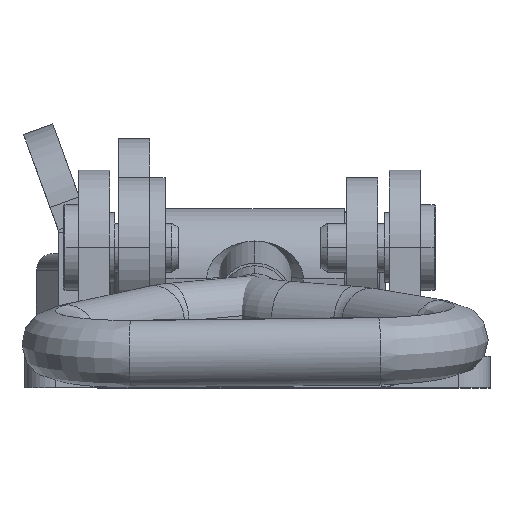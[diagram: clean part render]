
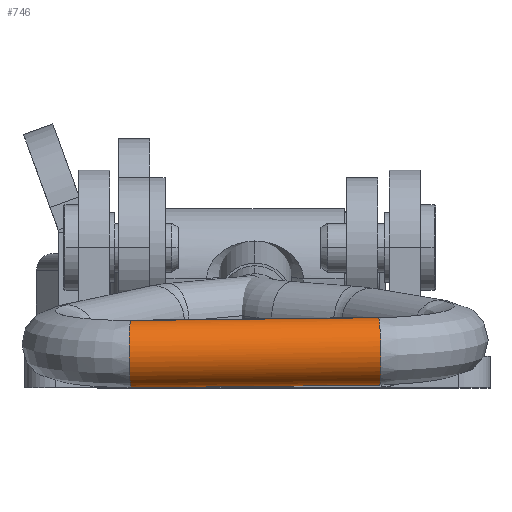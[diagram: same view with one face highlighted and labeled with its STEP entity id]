
A CAD part, top view. The second image highlights one B-rep face of the part: STEP entity #746.
In plain terms, the highlighted free-form (B-spline) face has degree [3, 1] with [7, 2] control points.
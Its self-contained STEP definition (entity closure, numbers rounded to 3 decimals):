
#539 = EDGE_CURVE ( 'NONE', #7747, #3808, #7302, .T. ) ;
#746 = ADVANCED_FACE ( 'NONE', ( #9018 ), #8719, .F. ) ;
#914 = CARTESIAN_POINT ( 'NONE',  ( -8., 50.82, -2.18 ) ) ;
#1030 = ORIENTED_EDGE ( 'NONE', *, *, #539, .F. ) ;
#1063 = CARTESIAN_POINT ( 'NONE',  ( 8.233, 55.18, 2.18 ) ) ;
#1368 = CARTESIAN_POINT ( 'NONE',  ( -8.233, 55.18, -2.18 ) ) ;
#1633 = ORIENTED_EDGE ( 'NONE', *, *, #5843, .F. ) ;
#1707 = CARTESIAN_POINT ( 'NONE',  ( 8., 50.82, 2.18 ) ) ;
#1865 = VERTEX_POINT ( 'NONE', #6022 ) ;
#2319 = CARTESIAN_POINT ( 'NONE',  ( -8., 50.82, -2.18 ) ) ;
#2542 = CARTESIAN_POINT ( 'NONE',  ( -8., 50.82, 2.18 ) ) ;
#2650 = CARTESIAN_POINT ( 'NONE',  ( 8.233, 55.18, 2.18 ) ) ;
#2684 = CARTESIAN_POINT ( 'NONE',  ( -8., 50.82, 2.18 ) ) ;
#2879 =( BOUNDED_CURVE ( )  B_SPLINE_CURVE ( 3, ( #9541, #4350, #1368, #6603 ),
 .UNSPECIFIED., .F., .F. ) 
 B_SPLINE_CURVE_WITH_KNOTS ( ( 4, 4 ),
 ( 0., 0.5 ),
 .UNSPECIFIED. ) 
 CURVE ( )  GEOMETRIC_REPRESENTATION_ITEM ( )  RATIONAL_B_SPLINE_CURVE ( ( 1., 0.333, 0.333, 1. ) ) 
 REPRESENTATION_ITEM ( '' )  );
#2949 = CARTESIAN_POINT ( 'NONE',  ( -8., 50.82, 2.18 ) ) ;
#3019 = CARTESIAN_POINT ( 'NONE',  ( 8., 50.82, 2.18 ) ) ;
#3409 = CARTESIAN_POINT ( 'NONE',  ( -7.767, 46.46, -2.18 ) ) ;
#3501 = CARTESIAN_POINT ( 'NONE',  ( 8.233, 55.18, -2.18 ) ) ;
#3511 = ORIENTED_EDGE ( 'NONE', *, *, #5507, .F. ) ;
#3808 = VERTEX_POINT ( 'NONE', #3019 ) ;
#3861 = CARTESIAN_POINT ( 'NONE',  ( 8.233, 55.18, -2.18 ) ) ;
#3905 = CARTESIAN_POINT ( 'NONE',  ( 8., 50.82, 2.18 ) ) ;
#4350 = CARTESIAN_POINT ( 'NONE',  ( -8.233, 55.18, 2.18 ) ) ;
#4452 = EDGE_LOOP ( 'NONE', ( #1030, #6023, #1633, #3511 ) ) ;
#4538 = CARTESIAN_POINT ( 'NONE',  ( 7.767, 46.46, -2.18 ) ) ;
#4777 = CARTESIAN_POINT ( 'NONE',  ( -8.233, 55.18, 2.18 ) ) ;
#4841 = CARTESIAN_POINT ( 'NONE',  ( 8., 50.82, 2.18 ) ) ;
#5232 = B_SPLINE_CURVE_WITH_KNOTS ( 'NONE', 1,
 ( #7532, #2319 ),
 .UNSPECIFIED., .F., .F.,
 ( 2, 2 ),
 ( 0., 1. ),
 .UNSPECIFIED. ) ;
#5372 = CARTESIAN_POINT ( 'NONE',  ( 7.767, 46.46, 2.18 ) ) ;
#5507 = EDGE_CURVE ( 'NONE', #3808, #6899, #7079, .T. ) ;
#5843 = EDGE_CURVE ( 'NONE', #6899, #1865, #2879, .T. ) ;
#6022 = CARTESIAN_POINT ( 'NONE',  ( -8., 50.82, -2.18 ) ) ;
#6023 = ORIENTED_EDGE ( 'NONE', *, *, #7866, .T. ) ;
#6603 = CARTESIAN_POINT ( 'NONE',  ( -8., 50.82, -2.18 ) ) ;
#6899 = VERTEX_POINT ( 'NONE', #2684 ) ;
#7001 = CARTESIAN_POINT ( 'NONE',  ( 8., 50.82, -2.18 ) ) ;
#7024 = CARTESIAN_POINT ( 'NONE',  ( 8., 50.82, 2.18 ) ) ;
#7079 = B_SPLINE_CURVE_WITH_KNOTS ( 'NONE', 1,
 ( #3905, #9111 ),
 .UNSPECIFIED., .F., .F.,
 ( 2, 2 ),
 ( 0., 1. ),
 .UNSPECIFIED. ) ;
#7302 =( BOUNDED_CURVE ( )  B_SPLINE_CURVE ( 3, ( #7922, #3501, #1063, #7024 ),
 .UNSPECIFIED., .F., .F. ) 
 B_SPLINE_CURVE_WITH_KNOTS ( ( 4, 4 ),
 ( 0.5, 1. ),
 .UNSPECIFIED. ) 
 CURVE ( )  GEOMETRIC_REPRESENTATION_ITEM ( )  RATIONAL_B_SPLINE_CURVE ( ( 1., 0.333, 0.333, 1. ) ) 
 REPRESENTATION_ITEM ( '' )  );
#7532 = CARTESIAN_POINT ( 'NONE',  ( 8., 50.82, -2.18 ) ) ;
#7670 = CARTESIAN_POINT ( 'NONE',  ( -8.233, 55.18, -2.18 ) ) ;
#7747 = VERTEX_POINT ( 'NONE', #8874 ) ;
#7866 = EDGE_CURVE ( 'NONE', #7747, #1865, #5232, .T. ) ;
#7922 = CARTESIAN_POINT ( 'NONE',  ( 8., 50.82, -2.18 ) ) ;
#8147 = CARTESIAN_POINT ( 'NONE',  ( -7.767, 46.46, 2.18 ) ) ;
#8719 =( BOUNDED_SURFACE ( )  B_SPLINE_SURFACE ( 3, 1, ( 
 ( #1707, #2949 ),
 ( #5372, #8147 ),
 ( #4538, #3409 ),
 ( #7001, #914 ),
 ( #3861, #7670 ),
 ( #2650, #4777 ),
 ( #4841, #2542 ) ),
 .UNSPECIFIED., .T., .F., .F. ) 
 B_SPLINE_SURFACE_WITH_KNOTS ( ( 4, 3, 4 ),
 ( 2, 2 ),
 ( 0., 0.5, 1. ),
 ( 0., 1. ),
 .UNSPECIFIED. ) 
 GEOMETRIC_REPRESENTATION_ITEM ( )  RATIONAL_B_SPLINE_SURFACE ( (
 ( 1., 1.),
 ( 0.333, 0.333),
 ( 0.333, 0.333),
 ( 1., 1.),
 ( 0.333, 0.333),
 ( 0.333, 0.333),
 ( 1., 1.) ) ) 
 REPRESENTATION_ITEM ( '' )  SURFACE ( )  );
#8874 = CARTESIAN_POINT ( 'NONE',  ( 8., 50.82, -2.18 ) ) ;
#9018 = FACE_OUTER_BOUND ( 'NONE', #4452, .T. ) ;
#9111 = CARTESIAN_POINT ( 'NONE',  ( -8., 50.82, 2.18 ) ) ;
#9541 = CARTESIAN_POINT ( 'NONE',  ( -8., 50.82, 2.18 ) ) ;
